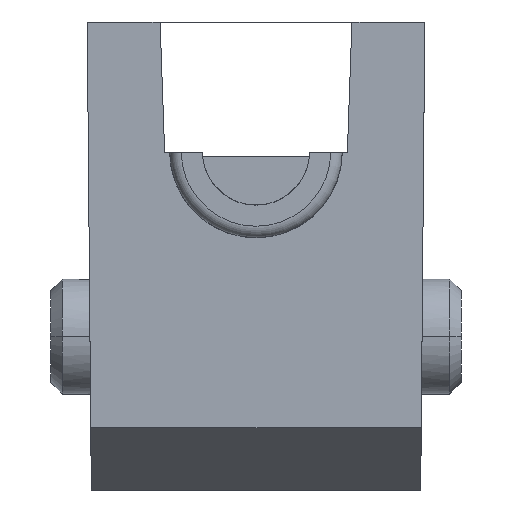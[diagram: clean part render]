
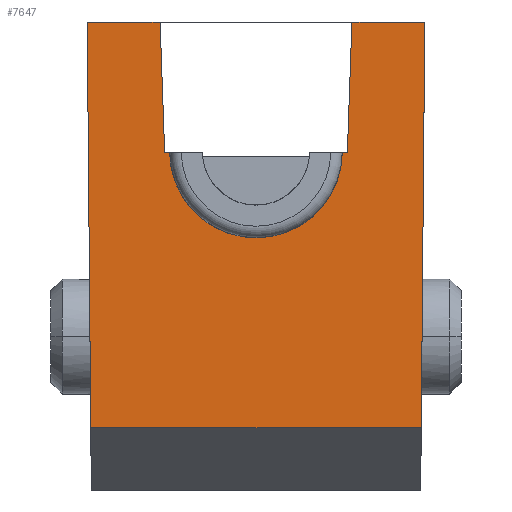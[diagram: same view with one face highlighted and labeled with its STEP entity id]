
A CAD part, left-side view. The second image highlights one B-rep face of the part: STEP entity #7647.
In plain terms, the highlighted planar face has unit normal (-1, 0, -0.009).
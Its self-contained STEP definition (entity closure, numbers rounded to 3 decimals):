
#1644=DIRECTION('',(-0.009,0.009,1.));
#1645=VECTOR('',#1644,10.579);
#1646=CARTESIAN_POINT('',(-16.158,4.308,
-4.478));
#1647=LINE('',#1646,#1645);
#1648=DIRECTION('',(0.,-1.,0.));
#1649=VECTOR('',#1648,1.9);
#1650=CARTESIAN_POINT('',(-16.25,4.4,6.1));
#1651=LINE('',#1650,#1649);
#1652=DIRECTION('',(0.009,-0.035,-0.999));
#1653=VECTOR('',#1652,3.402);
#1654=CARTESIAN_POINT('',(-16.25,2.5,6.1));
#1655=LINE('',#1654,#1653);
#1656=DIRECTION('',(0.,-1.,0.));
#1657=VECTOR('',#1656,0.131);
#1658=CARTESIAN_POINT('',(-16.22,-2.25,
2.7));
#1659=LINE('',#1658,#1657);
#1664=DIRECTION('',(0.,-1.,0.));
#1665=VECTOR('',#1664,8.615);
#1666=CARTESIAN_POINT('',(-16.158,4.308,
-4.478));
#1667=LINE('',#1666,#1665);
#2356=DIRECTION('',(0.,1.,0.));
#2357=VECTOR('',#2356,0.131);
#2358=CARTESIAN_POINT('',(-16.22,2.25,2.7));
#2359=LINE('',#2358,#2357);
#2387=CARTESIAN_POINT('',(-16.22,-2.25,
2.7));
#2388=CARTESIAN_POINT('',(-16.219,-2.248,
2.542));
#2389=CARTESIAN_POINT('',(-16.216,-2.212,
2.235));
#2390=CARTESIAN_POINT('',(-16.212,-2.064,
1.788));
#2391=CARTESIAN_POINT('',(-16.209,-1.825,
1.381));
#2392=CARTESIAN_POINT('',(-16.206,-1.512,
1.037));
#2393=CARTESIAN_POINT('',(-16.203,-1.129,
0.76));
#2394=CARTESIAN_POINT('',(-16.202,-0.698,
0.569));
#2395=CARTESIAN_POINT('',(-16.201,-0.237,
0.471));
#2396=CARTESIAN_POINT('',(-16.201,0.233,
0.471));
#2397=CARTESIAN_POINT('',(-16.202,0.692,
0.567));
#2398=CARTESIAN_POINT('',(-16.203,1.122,
0.756));
#2399=CARTESIAN_POINT('',(-16.206,1.505,1.031));
#2400=CARTESIAN_POINT('',(-16.209,1.821,1.375));
#2401=CARTESIAN_POINT('',(-16.212,2.062,1.783));
#2402=CARTESIAN_POINT('',(-16.216,2.212,2.233));
#2403=CARTESIAN_POINT('',(-16.219,2.248,2.542));
#2404=CARTESIAN_POINT('',(-16.22,2.25,2.7));
#2449=DIRECTION('',(0.009,0.035,-0.999));
#2450=VECTOR('',#2449,3.402);
#2451=CARTESIAN_POINT('',(-16.25,-2.5,6.1));
#2452=LINE('',#2451,#2450);
#2469=DIRECTION('',(0.,1.,0.));
#2470=VECTOR('',#2469,1.9);
#2471=CARTESIAN_POINT('',(-16.25,-4.4,6.1));
#2472=LINE('',#2471,#2470);
#2773=DIRECTION('',(-0.009,-0.009,1.));
#2774=VECTOR('',#2773,10.579);
#2775=CARTESIAN_POINT('',(-16.158,-4.308,
-4.478));
#2776=LINE('',#2775,#2774);
#6214=CARTESIAN_POINT('',(-16.158,4.308,
-4.478));
#6215=CARTESIAN_POINT('',(-16.158,-4.308,
-4.478));
#6216=VERTEX_POINT('',#6214);
#6217=VERTEX_POINT('',#6215);
#6218=CARTESIAN_POINT('',(-16.25,4.4,6.1));
#6219=VERTEX_POINT('',#6218);
#6220=CARTESIAN_POINT('',(-16.25,2.5,6.1));
#6221=VERTEX_POINT('',#6220);
#6222=CARTESIAN_POINT('',(-16.22,2.381,2.7));
#6223=VERTEX_POINT('',#6222);
#6224=CARTESIAN_POINT('',(-16.22,2.25,2.7));
#6225=VERTEX_POINT('',#6224);
#6226=VERTEX_POINT('',#2387);
#6227=CARTESIAN_POINT('',(-16.22,-2.381,2.7));
#6228=VERTEX_POINT('',#6227);
#6229=CARTESIAN_POINT('',(-16.25,-2.5,6.1));
#6230=VERTEX_POINT('',#6229);
#6231=CARTESIAN_POINT('',(-16.25,-4.4,6.1));
#6232=VERTEX_POINT('',#6231);
#7620=CARTESIAN_POINT('',(-16.25,-4.858,6.1));
#7621=DIRECTION('',(-1.,0.,-0.009));
#7622=DIRECTION('',(0.,-1.,0.));
#7623=AXIS2_PLACEMENT_3D('',#7620,#7621,#7622);
#7624=PLANE('',#7623);
#7626=ORIENTED_EDGE('',*,*,#7625,.F.);
#7628=ORIENTED_EDGE('',*,*,#7627,.T.);
#7630=ORIENTED_EDGE('',*,*,#7629,.T.);
#7632=ORIENTED_EDGE('',*,*,#7631,.T.);
#7634=ORIENTED_EDGE('',*,*,#7633,.F.);
#7636=ORIENTED_EDGE('',*,*,#7635,.F.);
#7638=ORIENTED_EDGE('',*,*,#7637,.T.);
#7640=ORIENTED_EDGE('',*,*,#7639,.F.);
#7642=ORIENTED_EDGE('',*,*,#7641,.F.);
#7644=ORIENTED_EDGE('',*,*,#7643,.F.);
#7645=EDGE_LOOP('',(#7626,#7628,#7630,#7632,#7634,#7636,#7638,#7640,#7642,
#7644));
#7646=FACE_OUTER_BOUND('',#7645,.F.);
#2405=B_SPLINE_CURVE_WITH_KNOTS('',3,(#2387,#2388,#2389,#2390,#2391,#2392,#2393,
#2394,#2395,#2396,#2397,#2398,#2399,#2400,#2401,#2402,#2403,#2404),
.UNSPECIFIED.,.F.,.F.,(4,1,1,1,1,1,1,1,1,1,1,1,1,1,1,4),(0.,0.067,
0.133,0.2,0.267,0.333,0.4,
0.467,0.533,0.6,0.667,0.733,
0.8,0.867,0.933,1.),.UNSPECIFIED.);
#7625=EDGE_CURVE('',#6216,#6217,#1667,.T.);
#7627=EDGE_CURVE('',#6216,#6219,#1647,.T.);
#7629=EDGE_CURVE('',#6219,#6221,#1651,.T.);
#7631=EDGE_CURVE('',#6221,#6223,#1655,.T.);
#7633=EDGE_CURVE('',#6225,#6223,#2359,.T.);
#7635=EDGE_CURVE('',#6226,#6225,#2405,.T.);
#7637=EDGE_CURVE('',#6226,#6228,#1659,.T.);
#7639=EDGE_CURVE('',#6230,#6228,#2452,.T.);
#7641=EDGE_CURVE('',#6232,#6230,#2472,.T.);
#7643=EDGE_CURVE('',#6217,#6232,#2776,.T.);
#7647=ADVANCED_FACE('',(#7646),#7624,.T.);
